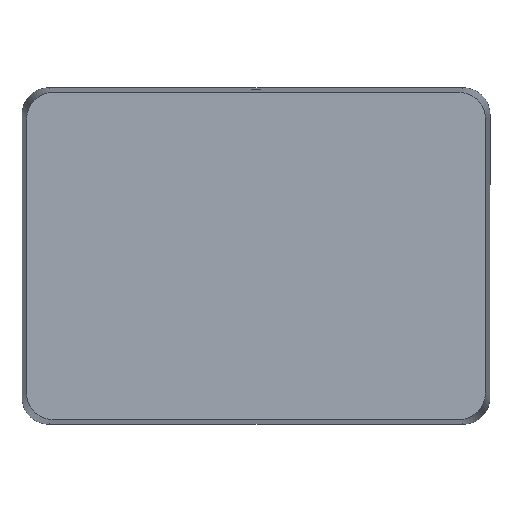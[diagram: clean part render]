
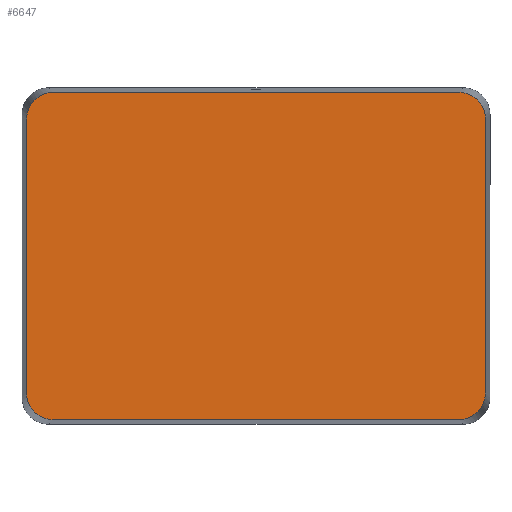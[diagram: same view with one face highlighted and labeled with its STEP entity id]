
A CAD part, front view. The second image highlights one B-rep face of the part: STEP entity #6647.
In plain terms, the highlighted planar face has unit normal (0, -1, 0).
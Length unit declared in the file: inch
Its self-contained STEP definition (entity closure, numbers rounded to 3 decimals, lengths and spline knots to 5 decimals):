
#276 = DIRECTION ( 'NONE',  ( 0., 1., 0. ) ) ;
#1301 = CARTESIAN_POINT ( 'NONE',  ( 7.70635, -4.4, -4.5969 ) ) ;
#1696 = CARTESIAN_POINT ( 'NONE',  ( 6.8069, -4.4, 5.49635 ) ) ;
#1853 = LINE ( 'NONE', #18807, #20900 ) ;
#1998 = CARTESIAN_POINT ( 'NONE',  ( -7.33392, -4.4, 5.49635 ) ) ;
#2073 = ORIENTED_EDGE ( 'NONE', *, *, #8156, .F. ) ;
#2287 = VERTEX_POINT ( 'NONE', #4694 ) ;
#2511 = EDGE_CURVE ( 'NONE', #5023, #6184, #7863, .T. ) ;
#2874 = CARTESIAN_POINT ( 'NONE',  ( 6.8069, -4.4, -5.49635 ) ) ;
#3475 = DIRECTION ( 'NONE',  ( 0., 0., -1. ) ) ;
#4155 = LINE ( 'NONE', #9395, #13145 ) ;
#4282 =( BOUNDED_CURVE ( )  B_SPLINE_CURVE ( 3, ( #18107, #5597, #7430, #19934 ),
 .UNSPECIFIED., .F., .F. ) 
 B_SPLINE_CURVE_WITH_KNOTS ( ( 4, 4 ),
 ( 5.4984, 7.06797 ),
 .UNSPECIFIED. ) 
 CURVE ( )  GEOMETRIC_REPRESENTATION_ITEM ( )  RATIONAL_B_SPLINE_CURVE ( ( 1., 0.805, 0.805, 1. ) ) 
 REPRESENTATION_ITEM ( '' )  );
#4694 = CARTESIAN_POINT ( 'NONE',  ( -7.70635, -4.4, 4.5969 ) ) ;
#4822 = VECTOR ( 'NONE', #3475, 39.37008 ) ;
#5023 = VERTEX_POINT ( 'NONE', #16775 ) ;
#5302 = CARTESIAN_POINT ( 'NONE',  ( 7.70635, -4.4, 0. ) ) ;
#5597 = CARTESIAN_POINT ( 'NONE',  ( -7.70635, -4.4, -5.12392 ) ) ;
#5630 = CARTESIAN_POINT ( 'NONE',  ( -7.70635, -4.4, 4.5969 ) ) ;
#6184 = VERTEX_POINT ( 'NONE', #17255 ) ;
#6647 = ADVANCED_FACE ( 'NONE', ( #13833 ), #11056, .F. ) ;
#7069 = CARTESIAN_POINT ( 'NONE',  ( 7.70635, -4.4, 5.12392 ) ) ;
#7293 = EDGE_LOOP ( 'NONE', ( #22048, #23253, #10960, #16801, #2073, #9918, #9276, #22583 ) ) ;
#7359 =( BOUNDED_CURVE ( )  B_SPLINE_CURVE ( 3, ( #12084, #22787, #20974, #1301 ),
 .UNSPECIFIED., .F., .F. ) 
 B_SPLINE_CURVE_WITH_KNOTS ( ( 4, 4 ),
 ( 5.4984, 7.06797 ),
 .UNSPECIFIED. ) 
 CURVE ( )  GEOMETRIC_REPRESENTATION_ITEM ( )  RATIONAL_B_SPLINE_CURVE ( ( 1., 0.805, 0.805, 1. ) ) 
 REPRESENTATION_ITEM ( '' )  );
#7430 = CARTESIAN_POINT ( 'NONE',  ( -7.33392, -4.4, -5.49635 ) ) ;
#7863 =( BOUNDED_CURVE ( )  B_SPLINE_CURVE ( 3, ( #12451, #7069, #19573, #1696 ),
 .UNSPECIFIED., .F., .F. ) 
 B_SPLINE_CURVE_WITH_KNOTS ( ( 4, 4 ),
 ( 5.4984, 7.06797 ),
 .UNSPECIFIED. ) 
 CURVE ( )  GEOMETRIC_REPRESENTATION_ITEM ( )  RATIONAL_B_SPLINE_CURVE ( ( 1., 0.805, 0.805, 1. ) ) 
 REPRESENTATION_ITEM ( '' )  );
#8143 = DIRECTION ( 'NONE',  ( -1., 0., 0. ) ) ;
#8156 = EDGE_CURVE ( 'NONE', #5023, #17260, #9060, .T. ) ;
#9060 = LINE ( 'NONE', #5302, #4822 ) ;
#9276 = ORIENTED_EDGE ( 'NONE', *, *, #10465, .F. ) ;
#9395 = CARTESIAN_POINT ( 'NONE',  ( 0., -4.4, 5.49635 ) ) ;
#9773 =( BOUNDED_CURVE ( )  B_SPLINE_CURVE ( 3, ( #14530, #1998, #16312, #5630 ),
 .UNSPECIFIED., .F., .F. ) 
 B_SPLINE_CURVE_WITH_KNOTS ( ( 4, 4 ),
 ( 5.4984, 7.06797 ),
 .UNSPECIFIED. ) 
 CURVE ( )  GEOMETRIC_REPRESENTATION_ITEM ( )  RATIONAL_B_SPLINE_CURVE ( ( 1., 0.805, 0.805, 1. ) ) 
 REPRESENTATION_ITEM ( '' )  );
#9918 = ORIENTED_EDGE ( 'NONE', *, *, #2511, .T. ) ;
#9923 = CARTESIAN_POINT ( 'NONE',  ( -6.8069, -4.4, -5.49635 ) ) ;
#10299 = EDGE_CURVE ( 'NONE', #15296, #17260, #7359, .T. ) ;
#10465 = EDGE_CURVE ( 'NONE', #18617, #6184, #4155, .T. ) ;
#10790 = VECTOR ( 'NONE', #8143, 39.37008 ) ;
#10904 = CARTESIAN_POINT ( 'NONE',  ( 7.70635, -4.4, -4.5969 ) ) ;
#10960 = ORIENTED_EDGE ( 'NONE', *, *, #20857, .F. ) ;
#11056 = PLANE ( 'NONE',  #12444 ) ;
#11206 = DIRECTION ( 'NONE',  ( 1., 0., 0. ) ) ;
#12019 = CARTESIAN_POINT ( 'NONE',  ( -7.70635, -4.4, -4.5969 ) ) ;
#12084 = CARTESIAN_POINT ( 'NONE',  ( 6.8069, -4.4, -5.49635 ) ) ;
#12444 = AXIS2_PLACEMENT_3D ( 'NONE', #19827, #276, #12865 ) ;
#12451 = CARTESIAN_POINT ( 'NONE',  ( 7.70635, -4.4, 4.5969 ) ) ;
#12865 = DIRECTION ( 'NONE',  ( 0., 0., 1. ) ) ;
#13145 = VECTOR ( 'NONE', #11206, 39.37008 ) ;
#13833 = FACE_OUTER_BOUND ( 'NONE', #7293, .T. ) ;
#14530 = CARTESIAN_POINT ( 'NONE',  ( -6.8069, -4.4, 5.49635 ) ) ;
#15296 = VERTEX_POINT ( 'NONE', #2874 ) ;
#15543 = EDGE_CURVE ( 'NONE', #18617, #2287, #9773, .T. ) ;
#15950 = VERTEX_POINT ( 'NONE', #12019 ) ;
#16312 = CARTESIAN_POINT ( 'NONE',  ( -7.70635, -4.4, 5.12392 ) ) ;
#16687 = VERTEX_POINT ( 'NONE', #9923 ) ;
#16775 = CARTESIAN_POINT ( 'NONE',  ( 7.70635, -4.4, 4.5969 ) ) ;
#16801 = ORIENTED_EDGE ( 'NONE', *, *, #10299, .T. ) ;
#16857 = EDGE_CURVE ( 'NONE', #15950, #16687, #4282, .T. ) ;
#17019 = CARTESIAN_POINT ( 'NONE',  ( 0., -4.4, -5.49635 ) ) ;
#17255 = CARTESIAN_POINT ( 'NONE',  ( 6.8069, -4.4, 5.49635 ) ) ;
#17260 = VERTEX_POINT ( 'NONE', #10904 ) ;
#18107 = CARTESIAN_POINT ( 'NONE',  ( -7.70635, -4.4, -4.5969 ) ) ;
#18617 = VERTEX_POINT ( 'NONE', #21607 ) ;
#18807 = CARTESIAN_POINT ( 'NONE',  ( -7.70635, -4.4, 0. ) ) ;
#19345 = EDGE_CURVE ( 'NONE', #15950, #2287, #1853, .T. ) ;
#19573 = CARTESIAN_POINT ( 'NONE',  ( 7.33392, -4.4, 5.49635 ) ) ;
#19827 = CARTESIAN_POINT ( 'NONE',  ( 0., -4.4, 0. ) ) ;
#19934 = CARTESIAN_POINT ( 'NONE',  ( -6.8069, -4.4, -5.49635 ) ) ;
#20306 = LINE ( 'NONE', #17019, #10790 ) ;
#20857 = EDGE_CURVE ( 'NONE', #15296, #16687, #20306, .T. ) ;
#20900 = VECTOR ( 'NONE', #22269, 39.37008 ) ;
#20974 = CARTESIAN_POINT ( 'NONE',  ( 7.70635, -4.4, -5.12392 ) ) ;
#21607 = CARTESIAN_POINT ( 'NONE',  ( -6.8069, -4.4, 5.49635 ) ) ;
#22048 = ORIENTED_EDGE ( 'NONE', *, *, #19345, .F. ) ;
#22269 = DIRECTION ( 'NONE',  ( 0., 0., 1. ) ) ;
#22583 = ORIENTED_EDGE ( 'NONE', *, *, #15543, .T. ) ;
#22787 = CARTESIAN_POINT ( 'NONE',  ( 7.33392, -4.4, -5.49635 ) ) ;
#23253 = ORIENTED_EDGE ( 'NONE', *, *, #16857, .T. ) ;
